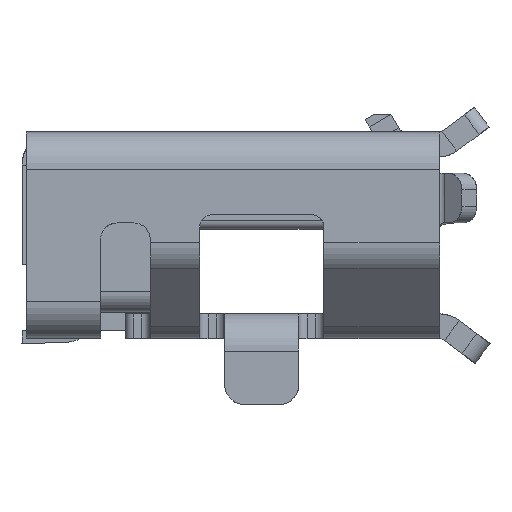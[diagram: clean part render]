
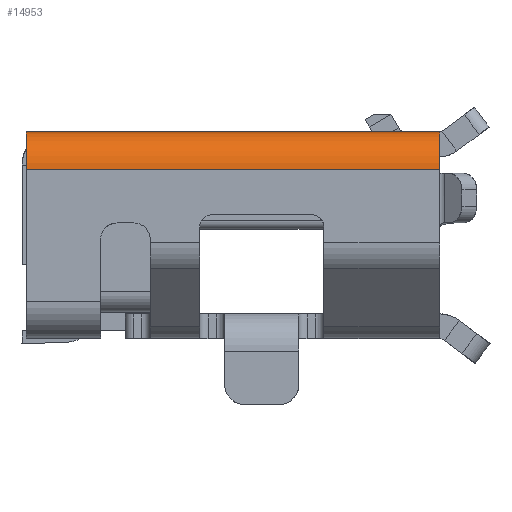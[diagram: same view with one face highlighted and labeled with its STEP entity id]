
A CAD part, left-side view. The second image highlights one B-rep face of the part: STEP entity #14953.
In plain terms, the highlighted cylindrical face has radius 0.45 mm (diameter 0.9 mm), a partial arc.
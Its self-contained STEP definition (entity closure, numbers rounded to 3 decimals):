
#835=CIRCLE('',#23638,0.45);
#836=CIRCLE('',#23639,0.45);
#1208=CYLINDRICAL_SURFACE('',#23637,0.45);
#1666=FACE_OUTER_BOUND('',#2430,.T.);
#2430=EDGE_LOOP('',(#12179,#12180,#12181,#12182));
#4659=VERTEX_POINT('',#38913);
#4660=VERTEX_POINT('',#38914);
#4661=VERTEX_POINT('',#38916);
#4662=VERTEX_POINT('',#38918);
#8419=EDGE_CURVE('',#4659,#4660,#835,.T.);
#8420=EDGE_CURVE('',#4660,#4661,#18935,.T.);
#8421=EDGE_CURVE('',#4661,#4662,#836,.T.);
#8422=EDGE_CURVE('',#4662,#4659,#18936,.T.);
#12179=ORIENTED_EDGE('',*,*,#8419,.T.);
#12180=ORIENTED_EDGE('',*,*,#8420,.T.);
#12181=ORIENTED_EDGE('',*,*,#8421,.T.);
#12182=ORIENTED_EDGE('',*,*,#8422,.T.);
#14953=ADVANCED_FACE('',(#1666),#1208,.F.);
#18935=LINE('',#38917,#21647);
#18936=LINE('',#38920,#21648);
#21647=VECTOR('',#26755,5.);
#21648=VECTOR('',#26758,5.);
#23637=AXIS2_PLACEMENT_3D('',#38912,#26751,#26752);
#23638=AXIS2_PLACEMENT_3D('',#38915,#26753,#26754);
#23639=AXIS2_PLACEMENT_3D('',#38919,#26756,#26757);
#26751=DIRECTION('center_axis',(0.,-1.,0.));
#26752=DIRECTION('ref_axis',(0.031,0.,1.));
#26753=DIRECTION('center_axis',(0.,-1.,0.));
#26754=DIRECTION('ref_axis',(0.,0.,1.));
#26755=DIRECTION('',(0.,1.,0.));
#26756=DIRECTION('center_axis',(0.,1.,0.));
#26757=DIRECTION('ref_axis',(-1.,0.,0.));
#26758=DIRECTION('',(0.,-1.,0.));
#38912=CARTESIAN_POINT('Origin',(-3.3,0.35,2.05));
#38913=CARTESIAN_POINT('',(-3.3,-2.15,2.5));
#38914=CARTESIAN_POINT('',(-3.75,-2.15,2.05));
#38915=CARTESIAN_POINT('Origin',(-3.3,-2.15,2.05));
#38916=CARTESIAN_POINT('',(-3.75,2.85,2.05));
#38917=CARTESIAN_POINT('',(-3.75,-2.15,2.05));
#38918=CARTESIAN_POINT('',(-3.3,2.85,2.5));
#38919=CARTESIAN_POINT('Origin',(-3.3,2.85,2.05));
#38920=CARTESIAN_POINT('',(-3.3,2.85,2.5));
